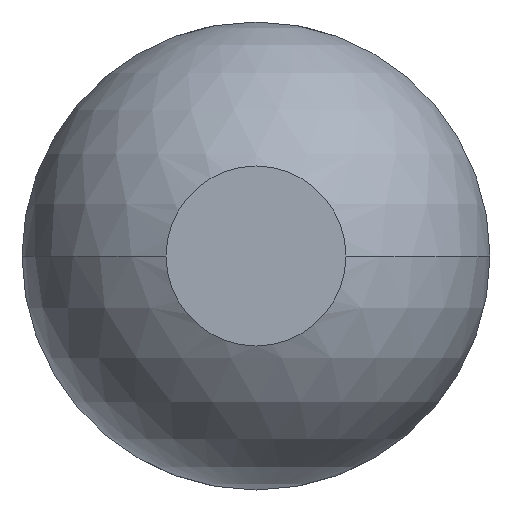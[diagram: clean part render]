
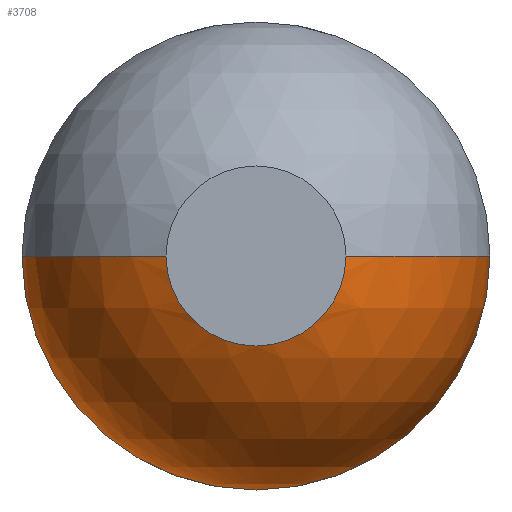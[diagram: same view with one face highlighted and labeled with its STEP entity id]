
A CAD part, front view. The second image highlights one B-rep face of the part: STEP entity #3708.
In plain terms, the highlighted spherical face has radius 0.39 mm.
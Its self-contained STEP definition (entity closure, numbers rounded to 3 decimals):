
#129 = CARTESIAN_POINT ( 'NONE',  ( -0.15, -36.3, 0. ) ) ;
#139 = EDGE_CURVE ( 'Defeature ausgef�hrt1_11+Defeature ausgef�hrt1_4+Defeature ausgef�hrt1_4+Defeature ausgef�hrt1_4', #3039, #151, #2535, .T. ) ;
#151 = VERTEX_POINT ( 'NONE', #2661 ) ;
#223 = VERTEX_POINT ( 'NONE', #129 ) ;
#278 = CARTESIAN_POINT ( 'NONE',  ( 0., -36.3, -0.15 ) ) ;
#298 = AXIS2_PLACEMENT_3D ( 'NONE', #2096, #632, #2987 ) ;
#320 = CARTESIAN_POINT ( 'NONE',  ( 0., -36.3, 0. ) ) ;
#632 = DIRECTION ( 'NONE',  ( 0., -1., 0. ) ) ;
#666 = DIRECTION ( 'NONE',  ( 0., 0., -1. ) ) ;
#730 = DIRECTION ( 'NONE',  ( 0., 1., 0. ) ) ;
#770 = CARTESIAN_POINT ( 'NONE',  ( 0., -35.94, 0. ) ) ;
#824 = DIRECTION ( 'NONE',  ( 0., 0., 1. ) ) ;
#939 = CIRCLE ( 'NONE', #1881, 0.39 ) ;
#1117 = DIRECTION ( 'NONE',  ( 0., 1., 0. ) ) ;
#1140 = DIRECTION ( 'NONE',  ( -1., 0., 0. ) ) ;
#1221 = SPHERICAL_SURFACE ( 'NONE', #3723, 0.39 ) ;
#1311 = CARTESIAN_POINT ( 'NONE',  ( 0., -35.94, 0. ) ) ;
#1322 = ORIENTED_EDGE ( 'NONE', *, *, #2105, .F. ) ;
#1345 = CIRCLE ( 'NONE', #2119, 0.15 ) ;
#1405 = AXIS2_PLACEMENT_3D ( 'NONE', #1434, #3521, #2876 ) ;
#1434 = CARTESIAN_POINT ( 'NONE',  ( 0., -35.94, 0. ) ) ;
#1582 = ORIENTED_EDGE ( 'NONE', *, *, #3218, .T. ) ;
#1675 = CARTESIAN_POINT ( 'NONE',  ( 0.39, -35.94, 0. ) ) ;
#1701 = CARTESIAN_POINT ( 'NONE',  ( 0., -35.94, 0. ) ) ;
#1705 = EDGE_CURVE ( 'Defeature ausgef�hrt1_11+Defeature ausgef�hrt1_4+Defeature ausgef�hrt1_4+Defeature ausgef�hrt1_4', #223, #3039, #1345, .T. ) ;
#1880 = VERTEX_POINT ( 'NONE', #1885 ) ;
#1881 = AXIS2_PLACEMENT_3D ( 'NONE', #1311, #1117, #824 ) ;
#1885 = CARTESIAN_POINT ( 'NONE',  ( -0.39, -35.94, 0. ) ) ;
#1918 = ORIENTED_EDGE ( 'NONE', *, *, #139, .F. ) ;
#1919 = ORIENTED_EDGE ( 'NONE', *, *, #1705, .F. ) ;
#1923 = EDGE_LOOP ( 'NONE', ( #1919, #1582, #3302, #2574, #1322, #1918 ) ) ;
#1975 = DIRECTION ( 'NONE',  ( 1., 0., 0. ) ) ;
#1984 = FACE_OUTER_BOUND ( 'NONE', #1923, .T. ) ;
#2003 = DIRECTION ( 'NONE',  ( 0., 0., -1. ) ) ;
#2020 = CIRCLE ( 'NONE', #2308, 0.39 ) ;
#2096 = CARTESIAN_POINT ( 'NONE',  ( 0., -36.3, 0. ) ) ;
#2105 = EDGE_CURVE ( 'NONE', #151, #3671, #3293, .T. ) ;
#2119 = AXIS2_PLACEMENT_3D ( 'NONE', #320, #2417, #666 ) ;
#2229 = DIRECTION ( 'NONE',  ( 0., 0., 1. ) ) ;
#2308 = AXIS2_PLACEMENT_3D ( 'NONE', #770, #730, #2229 ) ;
#2417 = DIRECTION ( 'NONE',  ( 0., -1., 0. ) ) ;
#2535 = CIRCLE ( 'NONE', #298, 0.15 ) ;
#2560 = CARTESIAN_POINT ( 'NONE',  ( 0., -35.94, 0. ) ) ;
#2574 = ORIENTED_EDGE ( 'NONE', *, *, #2838, .F. ) ;
#2632 = VERTEX_POINT ( 'NONE', #3273 ) ;
#2661 = CARTESIAN_POINT ( 'NONE',  ( 0.15, -36.3, 0. ) ) ;
#2755 = CIRCLE ( 'NONE', #3120, 0.39 ) ;
#2838 = EDGE_CURVE ( 'Defeature ausgef�hrt1_5+Defeature ausgef�hrt1_4+Defeature ausgef�hrt1_4+Defeature ausgef�hrt1_4', #3671, #2632, #2020, .T. ) ;
#2855 = DIRECTION ( 'NONE',  ( 0., 0., -1. ) ) ;
#2876 = DIRECTION ( 'NONE',  ( 1., 0., 0. ) ) ;
#2987 = DIRECTION ( 'NONE',  ( 0., 0., -1. ) ) ;
#3039 = VERTEX_POINT ( 'NONE', #278 ) ;
#3120 = AXIS2_PLACEMENT_3D ( 'NONE', #1701, #2003, #1140 ) ;
#3218 = EDGE_CURVE ( 'NONE', #223, #1880, #2755, .T. ) ;
#3273 = CARTESIAN_POINT ( 'NONE',  ( 0., -35.94, -0.39 ) ) ;
#3293 = CIRCLE ( 'NONE', #1405, 0.39 ) ;
#3302 = ORIENTED_EDGE ( 'NONE', *, *, #3659, .F. ) ;
#3521 = DIRECTION ( 'NONE',  ( 0., 0., 1. ) ) ;
#3659 = EDGE_CURVE ( 'Defeature ausgef�hrt1_5+Defeature ausgef�hrt1_4+Defeature ausgef�hrt1_4+Defeature ausgef�hrt1_4', #2632, #1880, #939, .T. ) ;
#3671 = VERTEX_POINT ( 'NONE', #1675 ) ;
#3708 = ADVANCED_FACE ( 'Defeature ausgef�hrt1_4', ( #1984 ), #1221, .T. ) ;
#3723 = AXIS2_PLACEMENT_3D ( 'NONE', #2560, #2855, #1975 ) ;
